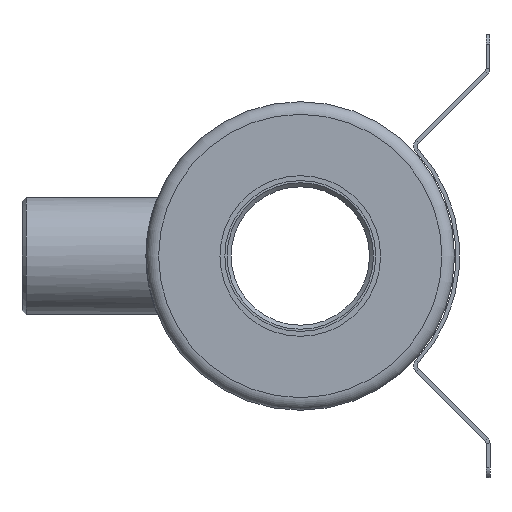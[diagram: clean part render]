
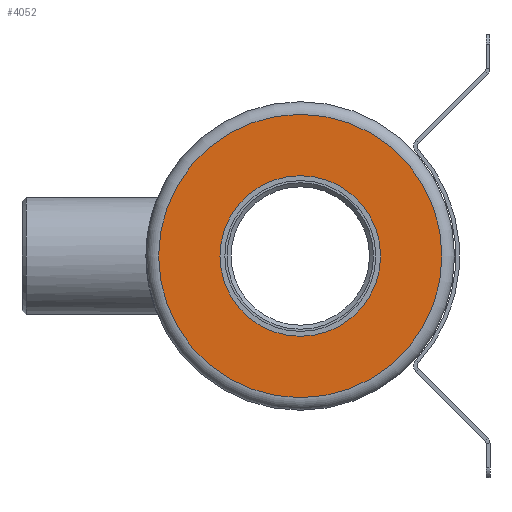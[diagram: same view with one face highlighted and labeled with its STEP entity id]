
A CAD part, left-side view. The second image highlights one B-rep face of the part: STEP entity #4052.
In plain terms, the highlighted planar face has unit normal (-1, 0, 0).
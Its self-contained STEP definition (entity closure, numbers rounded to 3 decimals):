
#187 = FACE_OUTER_BOUND ( 'NONE', #3406, .T. ) ;
#684 = AXIS2_PLACEMENT_3D ( 'NONE', #2190, #3044, #976 ) ;
#789 = DIRECTION ( 'NONE',  ( 0., 1., 0. ) ) ;
#976 = DIRECTION ( 'NONE',  ( 0., 1., 0. ) ) ;
#979 = EDGE_LOOP ( 'NONE', ( #4859 ) ) ;
#1364 = EDGE_CURVE ( 'NONE', #2000, #2000, #2716, .T. ) ;
#1462 = FACE_BOUND ( 'NONE', #979, .T. ) ;
#1871 = DIRECTION ( 'NONE',  ( -1., 0., 0. ) ) ;
#2000 = VERTEX_POINT ( 'NONE', #2102 ) ;
#2102 = CARTESIAN_POINT ( 'NONE',  ( -356.107, 31.5, -1.936 ) ) ;
#2190 = CARTESIAN_POINT ( 'NONE',  ( -356.107, -24.5, -1.936 ) ) ;
#2283 = PLANE ( 'NONE',  #4473 ) ;
#2609 = CARTESIAN_POINT ( 'NONE',  ( -356.107, 7.25, -1.936 ) ) ;
#2716 = CIRCLE ( 'NONE', #3164, 56. ) ;
#3038 = ORIENTED_EDGE ( 'NONE', *, *, #1364, .F. ) ;
#3044 = DIRECTION ( 'NONE',  ( 1., 0., 0. ) ) ;
#3164 = AXIS2_PLACEMENT_3D ( 'NONE', #4575, #3745, #789 ) ;
#3406 = EDGE_LOOP ( 'NONE', ( #3038 ) ) ;
#3549 = DIRECTION ( 'NONE',  ( 0., -1., 0. ) ) ;
#3587 = CIRCLE ( 'NONE', #684, 31.75 ) ;
#3745 = DIRECTION ( 'NONE',  ( 1., 0., 0. ) ) ;
#4052 = ADVANCED_FACE ( 'NONE', ( #1462, #187 ), #2283, .T. ) ;
#4277 = VERTEX_POINT ( 'NONE', #2609 ) ;
#4473 = AXIS2_PLACEMENT_3D ( 'NONE', #5216, #1871, #3549 ) ;
#4575 = CARTESIAN_POINT ( 'NONE',  ( -356.107, -24.5, -1.936 ) ) ;
#4703 = EDGE_CURVE ( 'NONE', #4277, #4277, #3587, .T. ) ;
#4859 = ORIENTED_EDGE ( 'NONE', *, *, #4703, .T. ) ;
#5216 = CARTESIAN_POINT ( 'NONE',  ( -356.107, 7.25, -1.936 ) ) ;
